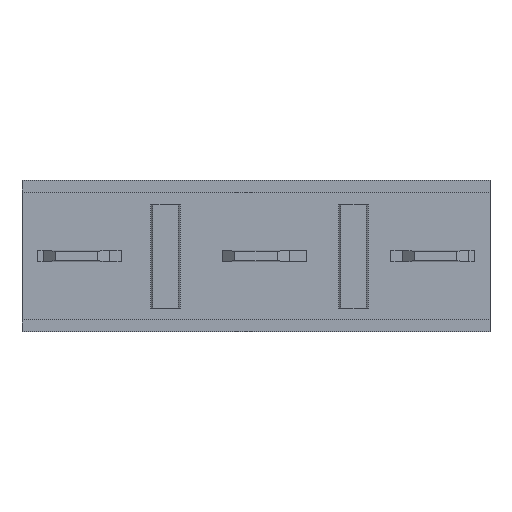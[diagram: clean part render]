
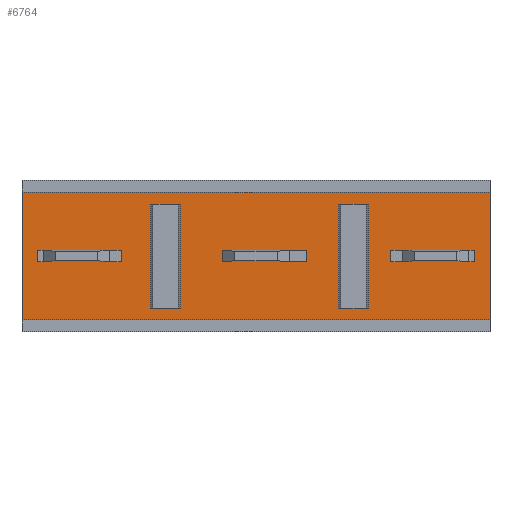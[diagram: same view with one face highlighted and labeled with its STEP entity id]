
A CAD part, front view. The second image highlights one B-rep face of the part: STEP entity #6764.
In plain terms, the highlighted planar face has unit normal (0, -1, 0).
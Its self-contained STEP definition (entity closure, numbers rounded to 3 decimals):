
#283=FACE_BOUND('',#989,.T.);
#284=FACE_BOUND('',#990,.T.);
#285=FACE_BOUND('',#991,.T.);
#286=FACE_BOUND('',#992,.T.);
#287=FACE_BOUND('',#993,.T.);
#605=FACE_OUTER_BOUND('',#988,.T.);
#988=EDGE_LOOP('',(#4958,#4959,#4960,#4961));
#989=EDGE_LOOP('',(#4962,#4963,#4964,#4965));
#990=EDGE_LOOP('',(#4966,#4967,#4968,#4969));
#991=EDGE_LOOP('',(#4970,#4971,#4972,#4973));
#992=EDGE_LOOP('',(#4974,#4975,#4976,#4977));
#993=EDGE_LOOP('',(#4978,#4979,#4980,#4981));
#1291=LINE('',#9390,#2004);
#1299=LINE('',#9410,#2012);
#1304=LINE('',#9419,#2017);
#1305=LINE('',#9421,#2018);
#1320=LINE('',#9453,#2033);
#1333=LINE('',#9482,#2046);
#1334=LINE('',#9485,#2047);
#1338=LINE('',#9492,#2051);
#1353=LINE('',#9524,#2066);
#1366=LINE('',#9553,#2079);
#1367=LINE('',#9556,#2080);
#1371=LINE('',#9563,#2084);
#1516=LINE('',#10213,#2229);
#1518=LINE('',#10219,#2231);
#1527=LINE('',#10237,#2240);
#1546=LINE('',#10276,#2259);
#1548=LINE('',#10282,#2261);
#1552=LINE('',#10290,#2265);
#1554=LINE('',#10293,#2267);
#1555=LINE('',#10294,#2268);
#1556=LINE('',#10295,#2269);
#1557=LINE('',#10296,#2270);
#1558=LINE('',#10297,#2271);
#1559=LINE('',#10298,#2272);
#2004=VECTOR('',#7605,10.);
#2012=VECTOR('',#7625,10.);
#2017=VECTOR('',#7634,10.);
#2018=VECTOR('',#7637,10.);
#2033=VECTOR('',#7662,10.);
#2046=VECTOR('',#7691,10.);
#2047=VECTOR('',#7694,10.);
#2051=VECTOR('',#7702,10.);
#2066=VECTOR('',#7727,10.);
#2079=VECTOR('',#7756,10.);
#2080=VECTOR('',#7759,10.);
#2084=VECTOR('',#7767,10.);
#2229=VECTOR('',#8116,10.);
#2231=VECTOR('',#8120,10.);
#2240=VECTOR('',#8133,10.);
#2259=VECTOR('',#8160,10.);
#2261=VECTOR('',#8164,10.);
#2265=VECTOR('',#8170,10.);
#2267=VECTOR('',#8174,10.);
#2268=VECTOR('',#8175,10.);
#2269=VECTOR('',#8176,10.);
#2270=VECTOR('',#8177,10.);
#2271=VECTOR('',#8178,10.);
#2272=VECTOR('',#8179,10.);
#2713=VERTEX_POINT('',#9387);
#2714=VERTEX_POINT('',#9389);
#2720=VERTEX_POINT('',#9409);
#2722=VERTEX_POINT('',#9417);
#2733=VERTEX_POINT('',#9450);
#2734=VERTEX_POINT('',#9452);
#2742=VERTEX_POINT('',#9480);
#2743=VERTEX_POINT('',#9484);
#2755=VERTEX_POINT('',#9521);
#2756=VERTEX_POINT('',#9523);
#2764=VERTEX_POINT('',#9551);
#2765=VERTEX_POINT('',#9555);
#2943=VERTEX_POINT('',#10207);
#2945=VERTEX_POINT('',#10211);
#2946=VERTEX_POINT('',#10215);
#2948=VERTEX_POINT('',#10218);
#2954=VERTEX_POINT('',#10233);
#2955=VERTEX_POINT('',#10235);
#2969=VERTEX_POINT('',#10270);
#2971=VERTEX_POINT('',#10274);
#2972=VERTEX_POINT('',#10278);
#2974=VERTEX_POINT('',#10281);
#2976=VERTEX_POINT('',#10287);
#2977=VERTEX_POINT('',#10289);
#3377=EDGE_CURVE('',#2714,#2713,#1291,.T.);
#3387=EDGE_CURVE('',#2720,#2714,#1299,.T.);
#3392=EDGE_CURVE('',#2713,#2722,#1304,.T.);
#3393=EDGE_CURVE('',#2722,#2720,#1305,.T.);
#3408=EDGE_CURVE('',#2734,#2733,#1320,.T.);
#3423=EDGE_CURVE('',#2733,#2742,#1333,.T.);
#3424=EDGE_CURVE('',#2743,#2734,#1334,.T.);
#3428=EDGE_CURVE('',#2742,#2743,#1338,.T.);
#3443=EDGE_CURVE('',#2756,#2755,#1353,.T.);
#3458=EDGE_CURVE('',#2755,#2764,#1366,.T.);
#3459=EDGE_CURVE('',#2765,#2756,#1367,.T.);
#3463=EDGE_CURVE('',#2764,#2765,#1371,.T.);
#3691=EDGE_CURVE('',#2943,#2945,#1516,.T.);
#3693=EDGE_CURVE('',#2948,#2946,#1518,.T.);
#3702=EDGE_CURVE('',#2954,#2955,#1527,.T.);
#3721=EDGE_CURVE('',#2971,#2969,#1546,.T.);
#3723=EDGE_CURVE('',#2972,#2974,#1548,.T.);
#3727=EDGE_CURVE('',#2977,#2976,#1552,.T.);
#3729=EDGE_CURVE('',#2955,#2977,#1554,.T.);
#3730=EDGE_CURVE('',#2954,#2976,#1555,.T.);
#3731=EDGE_CURVE('',#2946,#2969,#1556,.T.);
#3732=EDGE_CURVE('',#2971,#2948,#1557,.T.);
#3733=EDGE_CURVE('',#2945,#2974,#1558,.T.);
#3734=EDGE_CURVE('',#2943,#2972,#1559,.T.);
#4958=ORIENTED_EDGE('',*,*,#3702,.T.);
#4959=ORIENTED_EDGE('',*,*,#3729,.T.);
#4960=ORIENTED_EDGE('',*,*,#3727,.T.);
#4961=ORIENTED_EDGE('',*,*,#3730,.F.);
#4962=ORIENTED_EDGE('',*,*,#3377,.T.);
#4963=ORIENTED_EDGE('',*,*,#3392,.T.);
#4964=ORIENTED_EDGE('',*,*,#3393,.T.);
#4965=ORIENTED_EDGE('',*,*,#3387,.T.);
#4966=ORIENTED_EDGE('',*,*,#3408,.T.);
#4967=ORIENTED_EDGE('',*,*,#3423,.T.);
#4968=ORIENTED_EDGE('',*,*,#3428,.T.);
#4969=ORIENTED_EDGE('',*,*,#3424,.T.);
#4970=ORIENTED_EDGE('',*,*,#3443,.T.);
#4971=ORIENTED_EDGE('',*,*,#3458,.T.);
#4972=ORIENTED_EDGE('',*,*,#3463,.T.);
#4973=ORIENTED_EDGE('',*,*,#3459,.T.);
#4974=ORIENTED_EDGE('',*,*,#3731,.T.);
#4975=ORIENTED_EDGE('',*,*,#3721,.F.);
#4976=ORIENTED_EDGE('',*,*,#3732,.T.);
#4977=ORIENTED_EDGE('',*,*,#3693,.T.);
#4978=ORIENTED_EDGE('',*,*,#3691,.T.);
#4979=ORIENTED_EDGE('',*,*,#3733,.T.);
#4980=ORIENTED_EDGE('',*,*,#3723,.F.);
#4981=ORIENTED_EDGE('',*,*,#3734,.F.);
#6504=PLANE('',#7205);
#6764=ADVANCED_FACE('',(#605,#283,#284,#285,#286,#287),#6504,.T.);
#7205=AXIS2_PLACEMENT_3D('',#10292,#8172,#8173);
#7605=DIRECTION('',(-1.,0.,0.));
#7625=DIRECTION('',(0.,0.,-1.));
#7634=DIRECTION('',(0.,0.,1.));
#7637=DIRECTION('',(1.,0.,0.));
#7662=DIRECTION('',(1.,0.,0.));
#7691=DIRECTION('',(0.,0.,-1.));
#7694=DIRECTION('',(0.,0.,1.));
#7702=DIRECTION('',(-1.,0.,0.));
#7727=DIRECTION('',(-1.,0.,0.));
#7756=DIRECTION('',(0.,0.,1.));
#7759=DIRECTION('',(0.,0.,-1.));
#7767=DIRECTION('',(1.,0.,0.));
#8116=DIRECTION('',(-1.,0.,0.));
#8120=DIRECTION('',(-1.,0.,0.));
#8133=DIRECTION('',(1.,0.,0.));
#8160=DIRECTION('',(-1.,0.,0.));
#8164=DIRECTION('',(-1.,0.,0.));
#8170=DIRECTION('',(-1.,0.,0.));
#8172=DIRECTION('center_axis',(0.,-1.,0.));
#8173=DIRECTION('ref_axis',(1.,0.,0.));
#8174=DIRECTION('',(0.,0.,1.));
#8175=DIRECTION('',(0.,0.,1.));
#8176=DIRECTION('',(0.,0.,1.));
#8177=DIRECTION('',(0.,0.,-1.));
#8178=DIRECTION('',(0.,0.,1.));
#8179=DIRECTION('',(0.,0.,1.));
#9387=CARTESIAN_POINT('',(-1.4,-5.563,-0.25));
#9389=CARTESIAN_POINT('',(2.15,-5.563,-0.25));
#9390=CARTESIAN_POINT('',(2.563,-5.563,-0.25));
#9409=CARTESIAN_POINT('',(2.15,-5.563,0.25));
#9410=CARTESIAN_POINT('',(2.15,-5.563,0.));
#9417=CARTESIAN_POINT('',(-1.4,-5.563,0.25));
#9419=CARTESIAN_POINT('',(-1.4,-5.563,0.));
#9421=CARTESIAN_POINT('',(2.563,-5.563,0.25));
#9450=CARTESIAN_POINT('',(9.25,-5.562,0.25));
#9452=CARTESIAN_POINT('',(5.7,-5.562,0.25));
#9453=CARTESIAN_POINT('',(6.113,-5.563,0.25));
#9480=CARTESIAN_POINT('',(9.25,-5.562,-0.25));
#9482=CARTESIAN_POINT('',(9.25,-5.563,0.));
#9484=CARTESIAN_POINT('',(5.7,-5.562,-0.25));
#9485=CARTESIAN_POINT('',(5.7,-5.563,0.));
#9492=CARTESIAN_POINT('',(6.113,-5.563,-0.25));
#9521=CARTESIAN_POINT('',(-9.25,-5.563,-0.25));
#9523=CARTESIAN_POINT('',(-5.7,-5.563,-0.25));
#9524=CARTESIAN_POINT('',(-1.363,-5.563,-0.25));
#9551=CARTESIAN_POINT('',(-9.25,-5.563,0.25));
#9553=CARTESIAN_POINT('',(-9.25,-5.563,0.));
#9555=CARTESIAN_POINT('',(-5.7,-5.563,0.25));
#9556=CARTESIAN_POINT('',(-5.7,-5.563,0.));
#9563=CARTESIAN_POINT('',(-1.363,-5.563,0.25));
#10207=CARTESIAN_POINT('',(4.75,-5.563,-2.2));
#10211=CARTESIAN_POINT('',(3.5,-5.563,-2.2));
#10213=CARTESIAN_POINT('',(9.9,-5.563,-2.2));
#10215=CARTESIAN_POINT('',(-4.45,-5.563,-2.2));
#10218=CARTESIAN_POINT('',(-3.2,-5.563,-2.2));
#10219=CARTESIAN_POINT('',(9.9,-5.563,-2.2));
#10233=CARTESIAN_POINT('',(-9.9,-5.563,-2.7));
#10235=CARTESIAN_POINT('',(9.9,-5.563,-2.7));
#10237=CARTESIAN_POINT('',(7.325,-5.563,-2.7));
#10270=CARTESIAN_POINT('',(-4.45,-5.563,2.2));
#10274=CARTESIAN_POINT('',(-3.2,-5.563,2.2));
#10276=CARTESIAN_POINT('',(9.9,-5.563,2.2));
#10278=CARTESIAN_POINT('',(4.75,-5.563,2.2));
#10281=CARTESIAN_POINT('',(3.5,-5.563,2.2));
#10282=CARTESIAN_POINT('',(9.9,-5.563,2.2));
#10287=CARTESIAN_POINT('',(-9.9,-5.563,2.7));
#10289=CARTESIAN_POINT('',(9.9,-5.563,2.7));
#10290=CARTESIAN_POINT('',(7.325,-5.563,2.7));
#10292=CARTESIAN_POINT('Origin',(4.75,-5.563,0.));
#10293=CARTESIAN_POINT('',(9.9,-5.563,0.));
#10294=CARTESIAN_POINT('',(-9.9,-5.563,0.));
#10295=CARTESIAN_POINT('',(-4.45,-5.563,0.));
#10296=CARTESIAN_POINT('',(-3.2,-5.563,0.));
#10297=CARTESIAN_POINT('',(3.5,-5.563,0.));
#10298=CARTESIAN_POINT('',(4.75,-5.563,0.));
